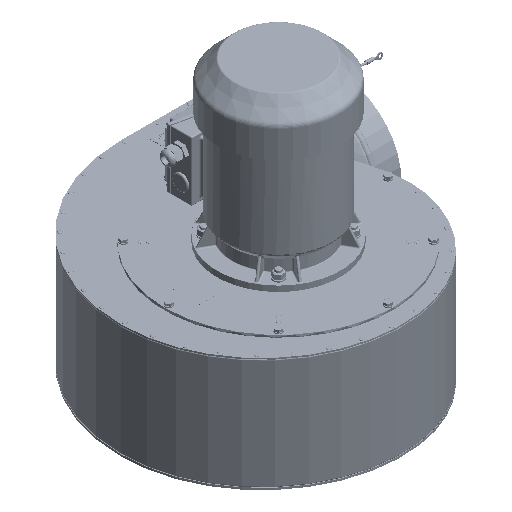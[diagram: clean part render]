
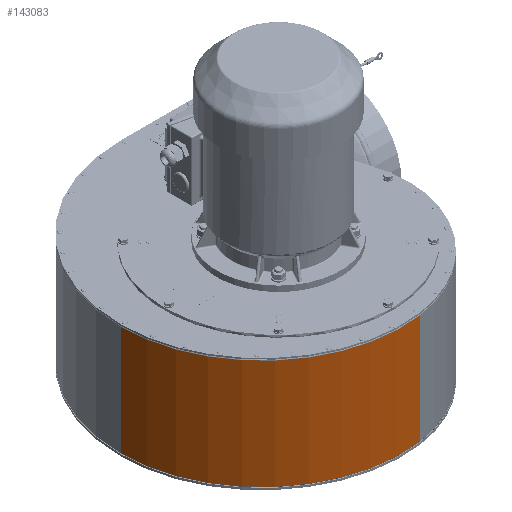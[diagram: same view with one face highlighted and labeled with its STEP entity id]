
A CAD part, isometric view. The second image highlights one B-rep face of the part: STEP entity #143083.
In plain terms, the highlighted cylindrical face has radius 284.5 mm (diameter 569 mm), a partial arc.
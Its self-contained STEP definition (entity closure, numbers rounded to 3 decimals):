
#19897=LINE('',#268399,#30012);
#19899=LINE('',#268422,#30014);
#30012=VECTOR('',#189617,10.);
#30014=VECTOR('',#189651,10.);
#32385=CYLINDRICAL_SURFACE('',#155543,284.5);
#39878=FACE_OUTER_BOUND('',#48659,.T.);
#48659=EDGE_LOOP('',(#123991,#123992,#123993,#123994));
#54850=CIRCLE('',#155541,284.5);
#54852=CIRCLE('',#155544,284.5);
#67243=VERTEX_POINT('',#268393);
#67244=VERTEX_POINT('',#268397);
#67248=VERTEX_POINT('',#268416);
#67249=VERTEX_POINT('',#268420);
#86471=EDGE_CURVE('',#67243,#67244,#19897,.T.);
#86479=EDGE_CURVE('',#67248,#67243,#54850,.T.);
#86481=EDGE_CURVE('',#67249,#67244,#54852,.T.);
#86482=EDGE_CURVE('',#67248,#67249,#19899,.T.);
#123991=ORIENTED_EDGE('',*,*,#86471,.T.);
#123992=ORIENTED_EDGE('',*,*,#86481,.F.);
#123993=ORIENTED_EDGE('',*,*,#86482,.F.);
#123994=ORIENTED_EDGE('',*,*,#86479,.T.);
#143083=ADVANCED_FACE('',(#39878),#32385,.T.);
#155541=AXIS2_PLACEMENT_3D('',#268417,#189643,#189644);
#155543=AXIS2_PLACEMENT_3D('',#268419,#189647,#189648);
#155544=AXIS2_PLACEMENT_3D('',#268421,#189649,#189650);
#189617=DIRECTION('',(0.,0.,1.));
#189643=DIRECTION('center_axis',(0.,0.,
1.));
#189644=DIRECTION('ref_axis',(-1.,0.,0.));
#189647=DIRECTION('center_axis',(0.,0.,
1.));
#189648=DIRECTION('ref_axis',(-1.,0.,0.));
#189649=DIRECTION('center_axis',(0.,0.,
1.));
#189650=DIRECTION('ref_axis',(-1.,0.,0.));
#189651=DIRECTION('',(0.,0.,1.));
#268393=CARTESIAN_POINT('',(24.525,-262.541,-223.125));
#268397=CARTESIAN_POINT('',(24.525,-262.541,-1.875));
#268399=CARTESIAN_POINT('',(24.525,-262.541,-1.875));
#268416=CARTESIAN_POINT('',(-299.5,19.2,-223.125));
#268417=CARTESIAN_POINT('Origin',(-15.,19.2,-223.125));
#268419=CARTESIAN_POINT('Origin',(-15.,19.2,-112.5));
#268420=CARTESIAN_POINT('',(-299.5,19.2,-1.875));
#268421=CARTESIAN_POINT('Origin',(-15.,19.2,-1.875));
#268422=CARTESIAN_POINT('',(-299.5,19.2,-1.875));
